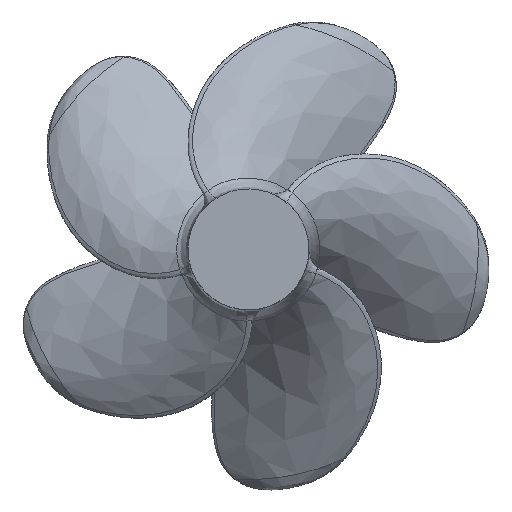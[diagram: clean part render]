
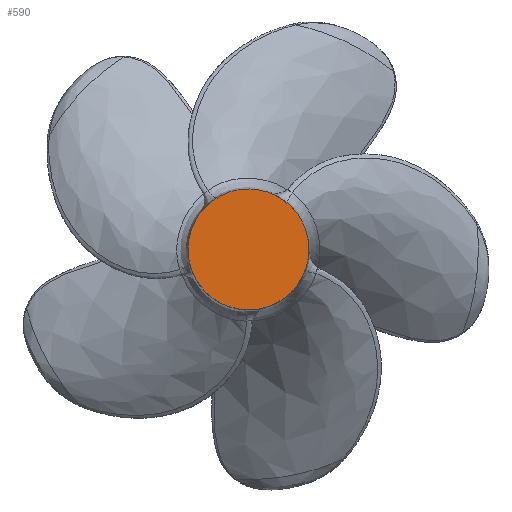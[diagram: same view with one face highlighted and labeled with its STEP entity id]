
A CAD part, top view. The second image highlights one B-rep face of the part: STEP entity #590.
In plain terms, the highlighted free-form (B-spline) face has degree [1, 1] with [2, 2] control points.
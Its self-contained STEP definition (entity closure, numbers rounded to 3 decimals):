
#304 = VERTEX_POINT('',#305);
#305 = CARTESIAN_POINT('',(-24.881,-76.577,
    161.036));
#312 = EDGE_CURVE('',#313,#304,#315,.T.);
#313 = VERTEX_POINT('',#314);
#314 = CARTESIAN_POINT('',(-80.518,0.,161.036));
#315 = ( BOUNDED_CURVE() B_SPLINE_CURVE(2,(#316,#317,#318),
.UNSPECIFIED.,.F.,.F.) B_SPLINE_CURVE_WITH_KNOTS((3,3),(0.,
0.197),.PIECEWISE_BEZIER_KNOTS.) CURVE() 
GEOMETRIC_REPRESENTATION_ITEM() RATIONAL_B_SPLINE_CURVE((1.,
0.769,0.903)) REPRESENTATION_ITEM('') );
#316 = CARTESIAN_POINT('',(-80.518,0.,161.036));
#317 = CARTESIAN_POINT('',(-80.518,-58.5,
    161.036));
#318 = CARTESIAN_POINT('',(-24.881,-76.577,
    161.036));
#590 = ADVANCED_FACE('',(#591),#630,.F.);
#591 = FACE_BOUND('',#592,.F.);
#592 = EDGE_LOOP('',(#593,#594,#602,#612,#622));
#593 = ORIENTED_EDGE('',*,*,#312,.F.);
#594 = ORIENTED_EDGE('',*,*,#595,.F.);
#595 = EDGE_CURVE('',#596,#313,#598,.T.);
#596 = VERTEX_POINT('',#597);
#597 = CARTESIAN_POINT('',(-24.881,76.577,
    161.036));
#598 = ( BOUNDED_CURVE() B_SPLINE_CURVE(2,(#599,#600,#601),
.UNSPECIFIED.,.F.,.F.) B_SPLINE_CURVE_WITH_KNOTS((3,3),(0.803,
1.),.PIECEWISE_BEZIER_KNOTS.) CURVE() GEOMETRIC_REPRESENTATION_ITEM() 
RATIONAL_B_SPLINE_CURVE((0.903,0.769,1.)) 
REPRESENTATION_ITEM('') );
#599 = CARTESIAN_POINT('',(-24.881,76.577,
    161.036));
#600 = CARTESIAN_POINT('',(-80.518,58.5,
    161.036));
#601 = CARTESIAN_POINT('',(-80.518,0.,161.036));
#602 = ORIENTED_EDGE('',*,*,#603,.F.);
#603 = EDGE_CURVE('',#604,#596,#606,.T.);
#604 = VERTEX_POINT('',#605);
#605 = CARTESIAN_POINT('',(65.14,47.327,
    161.036));
#606 = ( BOUNDED_CURVE() B_SPLINE_CURVE(2,(#607,#608,#609,#610,#611),
.UNSPECIFIED.,.F.,.F.) B_SPLINE_CURVE_WITH_KNOTS((3,2,3),(0.601,
0.75,0.803),.UNSPECIFIED.) CURVE() 
GEOMETRIC_REPRESENTATION_ITEM() RATIONAL_B_SPLINE_CURVE((0.859,
0.826,1.,0.938,0.903)) REPRESENTATION_ITEM('') 
  );
#607 = CARTESIAN_POINT('',(65.14,47.327,
    161.036));
#608 = CARTESIAN_POINT('',(41.026,80.518,
    161.036));
#609 = CARTESIAN_POINT('',(0.,80.518,161.036));
#610 = CARTESIAN_POINT('',(-12.753,80.518,
    161.036));
#611 = CARTESIAN_POINT('',(-24.881,76.577,
    161.036));
#612 = ORIENTED_EDGE('',*,*,#613,.F.);
#613 = EDGE_CURVE('',#614,#604,#616,.T.);
#614 = VERTEX_POINT('',#615);
#615 = CARTESIAN_POINT('',(65.14,-47.327,
    161.036));
#616 = ( BOUNDED_CURVE() B_SPLINE_CURVE(2,(#617,#618,#619,#620,#621),
.UNSPECIFIED.,.F.,.F.) B_SPLINE_CURVE_WITH_KNOTS((3,2,3),(0.399,
0.5,0.601),.PIECEWISE_BEZIER_KNOTS.) CURVE() 
GEOMETRIC_REPRESENTATION_ITEM() RATIONAL_B_SPLINE_CURVE((0.859,
    0.881,1.,0.881,0.859)) 
REPRESENTATION_ITEM('') );
#617 = CARTESIAN_POINT('',(65.14,-47.327,
    161.036));
#618 = CARTESIAN_POINT('',(80.518,-26.162,
    161.036));
#619 = CARTESIAN_POINT('',(80.518,0.,161.036));
#620 = CARTESIAN_POINT('',(80.518,26.162,
    161.036));
#621 = CARTESIAN_POINT('',(65.14,47.327,
    161.036));
#622 = ORIENTED_EDGE('',*,*,#623,.F.);
#623 = EDGE_CURVE('',#304,#614,#624,.T.);
#624 = ( BOUNDED_CURVE() B_SPLINE_CURVE(2,(#625,#626,#627,#628,#629),
.UNSPECIFIED.,.F.,.F.) B_SPLINE_CURVE_WITH_KNOTS((3,2,3),(0.197
,0.25,0.399),.UNSPECIFIED.) CURVE() GEOMETRIC_REPRESENTATION_ITEM(
) RATIONAL_B_SPLINE_CURVE((0.903,0.938,1.,0.826
,0.859)) REPRESENTATION_ITEM('') );
#625 = CARTESIAN_POINT('',(-24.881,-76.577,
    161.036));
#626 = CARTESIAN_POINT('',(-12.753,-80.518,
    161.036));
#627 = CARTESIAN_POINT('',(0.,-80.518,161.036));
#628 = CARTESIAN_POINT('',(41.026,-80.518,
    161.036));
#629 = CARTESIAN_POINT('',(65.14,-47.327,
    161.036));
#630 = B_SPLINE_SURFACE_WITH_KNOTS('',1,1,(
    (#631,#632)
    ,(#633,#634
    )),.UNSPECIFIED.,.F.,.F.,.F.,(2,2),(2,2),(41.673,
    191.673),(41.673,191.673),
  .PIECEWISE_BEZIER_KNOTS.);
#631 = CARTESIAN_POINT('',(80.518,-80.518,
    161.036));
#632 = CARTESIAN_POINT('',(80.518,80.518,
    161.036));
#633 = CARTESIAN_POINT('',(-80.518,-80.518,
    161.036));
#634 = CARTESIAN_POINT('',(-80.518,80.518,
    161.036));
